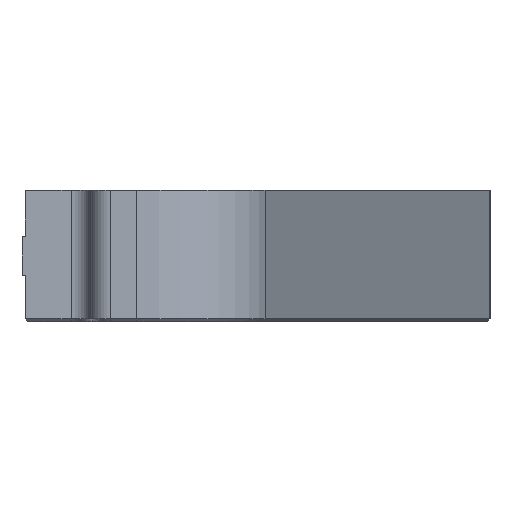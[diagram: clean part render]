
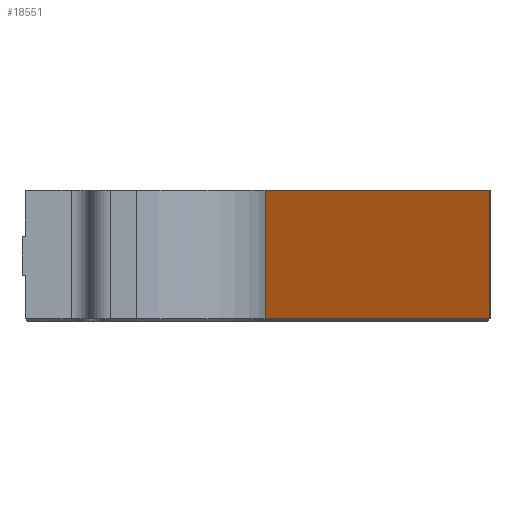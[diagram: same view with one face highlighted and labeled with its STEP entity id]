
A CAD part, front view. The second image highlights one B-rep face of the part: STEP entity #18551.
In plain terms, the highlighted planar face has unit normal (0.978, -0.208, 0).
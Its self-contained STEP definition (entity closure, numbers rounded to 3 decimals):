
#522=PLANE('',#19497);
#1362=FACE_OUTER_BOUND('',#2398,.T.);
#2398=EDGE_LOOP('',(#13870,#13871,#13872,#13873));
#4265=LINE('',#27190,#6720);
#4292=LINE('',#27252,#6747);
#4293=LINE('',#27256,#6748);
#4294=LINE('',#27257,#6749);
#6720=VECTOR('',#21530,10.);
#6747=VECTOR('',#21593,10.);
#6748=VECTOR('',#21598,10.);
#6749=VECTOR('',#21599,10.);
#9177=VERTEX_POINT('',#27184);
#9178=VERTEX_POINT('',#27188);
#9195=VERTEX_POINT('',#27251);
#9196=VERTEX_POINT('',#27255);
#11005=EDGE_CURVE('',#9177,#9178,#4265,.T.);
#11036=EDGE_CURVE('',#9178,#9195,#4292,.T.);
#11038=EDGE_CURVE('',#9196,#9177,#4293,.T.);
#11039=EDGE_CURVE('',#9195,#9196,#4294,.T.);
#13870=ORIENTED_EDGE('',*,*,#11005,.F.);
#13871=ORIENTED_EDGE('',*,*,#11038,.F.);
#13872=ORIENTED_EDGE('',*,*,#11039,.F.);
#13873=ORIENTED_EDGE('',*,*,#11036,.F.);
#18551=ADVANCED_FACE('',(#1362),#522,.T.);
#19497=AXIS2_PLACEMENT_3D('',#27254,#21596,#21597);
#21530=DIRECTION('',(-0.208,-0.978,0.));
#21593=DIRECTION('',(0.,0.,1.));
#21596=DIRECTION('center_axis',(0.978,-0.208,0.));
#21597=DIRECTION('ref_axis',(0.208,0.978,0.));
#21598=DIRECTION('',(0.,0.,-1.));
#21599=DIRECTION('',(0.208,0.978,0.));
#27184=CARTESIAN_POINT('',(60.721,-18.455,-109.6));
#27188=CARTESIAN_POINT('',(26.563,-179.158,-109.6));
#27190=CARTESIAN_POINT('',(34.351,-142.517,-109.6));
#27251=CARTESIAN_POINT('',(26.563,-179.158,-90.));
#27252=CARTESIAN_POINT('',(26.563,-179.158,-100.));
#27254=CARTESIAN_POINT('Origin',(26.563,-179.158,-100.));
#27255=CARTESIAN_POINT('',(60.721,-18.455,-90.));
#27256=CARTESIAN_POINT('',(60.721,-18.455,-100.));
#27257=CARTESIAN_POINT('',(26.563,-179.158,-90.));
